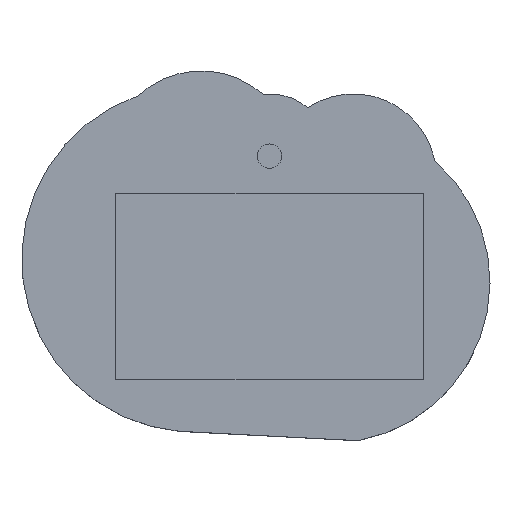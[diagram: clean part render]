
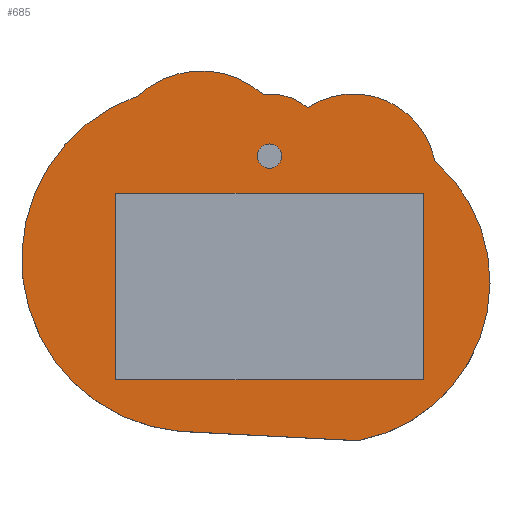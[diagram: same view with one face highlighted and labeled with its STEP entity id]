
A CAD part, top view. The second image highlights one B-rep face of the part: STEP entity #685.
In plain terms, the highlighted planar face has unit normal (0, 0, 1).
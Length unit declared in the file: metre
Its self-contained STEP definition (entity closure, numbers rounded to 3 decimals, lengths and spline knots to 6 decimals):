
#17=CIRCLE('',#756,0.049841);
#19=CIRCLE('',#759,0.025631);
#21=CIRCLE('',#762,0.015863);
#23=CIRCLE('',#765,0.017726);
#25=CIRCLE('',#768,0.028673);
#27=CIRCLE('',#772,0.053434);
#28=CIRCLE('',#774,0.003765);
#137=ORIENTED_EDGE('',*,*,#305,.T.);
#138=ORIENTED_EDGE('',*,*,#309,.T.);
#139=ORIENTED_EDGE('',*,*,#312,.T.);
#140=ORIENTED_EDGE('',*,*,#315,.T.);
#141=ORIENTED_EDGE('',*,*,#318,.T.);
#142=ORIENTED_EDGE('',*,*,#321,.T.);
#143=ORIENTED_EDGE('',*,*,#325,.T.);
#144=ORIENTED_EDGE('',*,*,#295,.F.);
#145=ORIENTED_EDGE('',*,*,#299,.T.);
#146=ORIENTED_EDGE('',*,*,#302,.T.);
#147=ORIENTED_EDGE('',*,*,#323,.F.);
#148=ORIENTED_EDGE('',*,*,#326,.F.);
#295=EDGE_CURVE('',#396,#397,#464,.T.);
#299=EDGE_CURVE('',#396,#399,#468,.T.);
#302=EDGE_CURVE('',#399,#401,#471,.T.);
#305=EDGE_CURVE('',#405,#404,#474,.T.);
#309=EDGE_CURVE('',#404,#407,#17,.T.);
#312=EDGE_CURVE('',#407,#409,#19,.T.);
#315=EDGE_CURVE('',#409,#411,#21,.T.);
#318=EDGE_CURVE('',#411,#413,#23,.T.);
#321=EDGE_CURVE('',#413,#415,#25,.T.);
#323=EDGE_CURVE('',#397,#401,#482,.T.);
#325=EDGE_CURVE('',#415,#405,#27,.T.);
#326=EDGE_CURVE('',#416,#416,#28,.T.);
#396=VERTEX_POINT('',#1085);
#397=VERTEX_POINT('',#1087);
#399=VERTEX_POINT('',#1093);
#401=VERTEX_POINT('',#1099);
#404=VERTEX_POINT('',#1106);
#405=VERTEX_POINT('',#1108);
#407=VERTEX_POINT('',#1114);
#409=VERTEX_POINT('',#1120);
#411=VERTEX_POINT('',#1126);
#413=VERTEX_POINT('',#1132);
#415=VERTEX_POINT('',#1138);
#416=VERTEX_POINT('',#1148);
#464=LINE('',#1086,#515);
#468=LINE('',#1094,#519);
#471=LINE('',#1100,#522);
#474=LINE('',#1107,#525);
#482=LINE('',#1142,#533);
#515=VECTOR('',#848,1.);
#519=VECTOR('',#854,1.);
#522=VECTOR('',#859,1.);
#525=VECTOR('',#864,1.);
#533=VECTOR('',#904,1.);
#577=EDGE_LOOP('',(#137,#138,#139,#140,#141,#142,#143));
#578=EDGE_LOOP('',(#144,#145,#146,#147));
#579=EDGE_LOOP('',(#148));
#624=FACE_BOUND('',#577,.T.);
#625=FACE_BOUND('',#578,.T.);
#626=FACE_BOUND('',#579,.T.);
#663=PLANE('',#776);
#685=ADVANCED_FACE('',(#624,#625,#626),#663,.T.);
#756=AXIS2_PLACEMENT_3D('',#1115,#871,#872);
#759=AXIS2_PLACEMENT_3D('',#1121,#878,#879);
#762=AXIS2_PLACEMENT_3D('',#1127,#885,#886);
#765=AXIS2_PLACEMENT_3D('',#1133,#892,#893);
#768=AXIS2_PLACEMENT_3D('',#1139,#899,#900);
#772=AXIS2_PLACEMENT_3D('',#1145,#909,#910);
#774=AXIS2_PLACEMENT_3D('',#1147,#913,#914);
#776=AXIS2_PLACEMENT_3D('',#1151,#917,#918);
#848=DIRECTION('',(0.,1.,0.));
#854=DIRECTION('',(-1.,0.,0.));
#859=DIRECTION('',(0.,1.,0.));
#864=DIRECTION('',(0.999,-0.052,0.));
#871=DIRECTION('',(0.,0.,1.));
#872=DIRECTION('',(1.,0.,0.));
#878=DIRECTION('',(0.,0.,1.));
#879=DIRECTION('',(1.,0.,0.));
#885=DIRECTION('',(0.,0.,1.));
#886=DIRECTION('',(1.,0.,0.));
#892=DIRECTION('',(0.,0.,1.));
#893=DIRECTION('',(1.,0.,0.));
#899=DIRECTION('',(0.,0.,1.));
#900=DIRECTION('',(1.,0.,0.));
#904=DIRECTION('',(-1.,0.,0.));
#909=DIRECTION('',(0.,0.,1.));
#910=DIRECTION('',(1.,0.,0.));
#913=DIRECTION('',(0.,0.,1.));
#914=DIRECTION('',(1.,0.,0.));
#917=DIRECTION('',(0.,0.,1.));
#918=DIRECTION('',(1.,0.,0.));
#1085=CARTESIAN_POINT('',(0.051737,-0.038279,0.0169));
#1086=CARTESIAN_POINT('',(0.051737,-0.009514,0.0169));
#1087=CARTESIAN_POINT('',(0.051737,0.01925,0.0169));
#1093=CARTESIAN_POINT('',(-0.043325,-0.038279,0.0169));
#1094=CARTESIAN_POINT('',(0.004206,-0.038279,0.0169));
#1099=CARTESIAN_POINT('',(-0.043325,0.01925,0.0169));
#1100=CARTESIAN_POINT('',(-0.043325,-0.009514,0.0169));
#1106=CARTESIAN_POINT('',(0.031608,-0.057139,0.0169));
#1107=CARTESIAN_POINT('',(0.003938,-0.055692,0.0169));
#1108=CARTESIAN_POINT('',(-0.023732,-0.054246,0.0169));
#1114=CARTESIAN_POINT('',(0.055225,0.029434,0.0169));
#1115=CARTESIAN_POINT('',(0.022479,-0.008141,0.0169));
#1120=CARTESIAN_POINT('',(0.016143,0.04587,0.0169));
#1121=CARTESIAN_POINT('',(0.030099,0.024371,0.0169));
#1126=CARTESIAN_POINT('',(0.015869,0.0458,0.0169));
#1127=CARTESIAN_POINT('',(0.019939,0.030467,0.0169));
#1132=CARTESIAN_POINT('',(0.002199,0.049829,0.0169));
#1133=CARTESIAN_POINT('',(0.004445,0.032245,0.0169));
#1138=CARTESIAN_POINT('',(-0.036367,0.049478,0.0169));
#1139=CARTESIAN_POINT('',(-0.016891,0.028435,0.0169));
#1142=CARTESIAN_POINT('',(0.004206,0.01925,0.0169));
#1145=CARTESIAN_POINT('',(-0.018923,-0.001029,0.0169));
#1147=CARTESIAN_POINT('',(0.00417,0.030797,0.0169));
#1148=CARTESIAN_POINT('',(0.007935,0.030797,0.0169));
#1151=CARTESIAN_POINT('',(-0.000019,-0.000015,0.0169));
